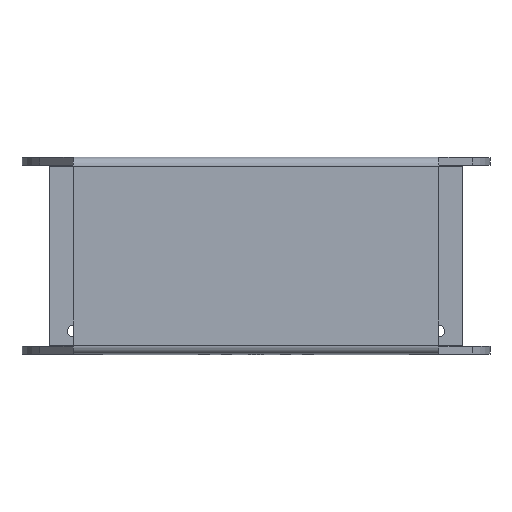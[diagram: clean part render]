
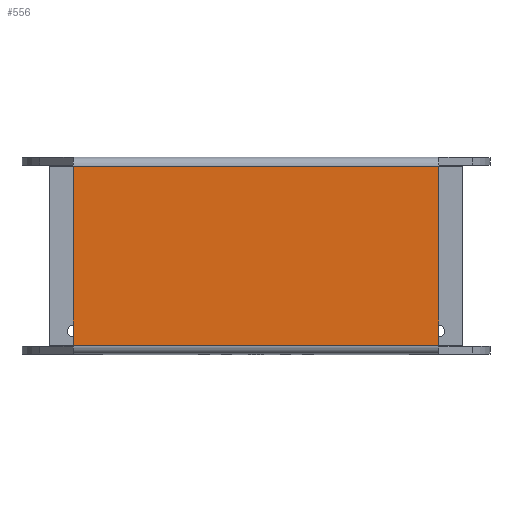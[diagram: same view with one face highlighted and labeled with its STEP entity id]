
A CAD part, top view. The second image highlights one B-rep face of the part: STEP entity #556.
In plain terms, the highlighted planar face has unit normal (0, 0, 1).
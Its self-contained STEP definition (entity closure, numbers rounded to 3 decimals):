
#21 = VERTEX_POINT ( 'NONE', #2633 ) ;
#135 = ORIENTED_EDGE ( 'NONE', *, *, #3199, .T. ) ;
#286 = AXIS2_PLACEMENT_3D ( 'NONE', #2921, #3537, #1988 ) ;
#287 = DIRECTION ( 'NONE',  ( 0., 1., 0. ) ) ;
#413 = CARTESIAN_POINT ( 'NONE',  ( -93., 45.5, 100. ) ) ;
#556 = ADVANCED_FACE ( 'NONE', ( #680 ), #3819, .F. ) ;
#680 = FACE_OUTER_BOUND ( 'NONE', #1074, .T. ) ;
#690 = ORIENTED_EDGE ( 'NONE', *, *, #1550, .T. ) ;
#775 = CARTESIAN_POINT ( 'NONE',  ( -93., -45.5, 100. ) ) ;
#1059 = LINE ( 'NONE', #1164, #3252 ) ;
#1074 = EDGE_LOOP ( 'NONE', ( #1576, #135, #690, #1711 ) ) ;
#1135 = VERTEX_POINT ( 'NONE', #413 ) ;
#1164 = CARTESIAN_POINT ( 'NONE',  ( 93., -50., 100. ) ) ;
#1273 = VECTOR ( 'NONE', #2072, 1000. ) ;
#1464 = DIRECTION ( 'NONE',  ( 0., 1., 0. ) ) ;
#1504 = CARTESIAN_POINT ( 'NONE',  ( 125., 45.5, 100. ) ) ;
#1550 = EDGE_CURVE ( 'NONE', #1959, #1135, #1603, .T. ) ;
#1576 = ORIENTED_EDGE ( 'NONE', *, *, #3527, .F. ) ;
#1603 = LINE ( 'NONE', #1504, #1273 ) ;
#1620 = CARTESIAN_POINT ( 'NONE',  ( 125., -45.5, 100. ) ) ;
#1711 = ORIENTED_EDGE ( 'NONE', *, *, #3317, .F. ) ;
#1959 = VERTEX_POINT ( 'NONE', #2602 ) ;
#1988 = DIRECTION ( 'NONE',  ( 0., 1., 0. ) ) ;
#1994 = VECTOR ( 'NONE', #287, 1000. ) ;
#2072 = DIRECTION ( 'NONE',  ( -1., 0., 0. ) ) ;
#2082 = LINE ( 'NONE', #1620, #3739 ) ;
#2602 = CARTESIAN_POINT ( 'NONE',  ( 93., 45.5, 100. ) ) ;
#2633 = CARTESIAN_POINT ( 'NONE',  ( 93., -45.5, 100. ) ) ;
#2801 = CARTESIAN_POINT ( 'NONE',  ( -93., -50., 100. ) ) ;
#2811 = LINE ( 'NONE', #2801, #1994 ) ;
#2921 = CARTESIAN_POINT ( 'NONE',  ( 125., 45.5, 100. ) ) ;
#3199 = EDGE_CURVE ( 'NONE', #21, #1959, #1059, .T. ) ;
#3252 = VECTOR ( 'NONE', #1464, 1000. ) ;
#3317 = EDGE_CURVE ( 'NONE', #3658, #1135, #2811, .T. ) ;
#3527 = EDGE_CURVE ( 'NONE', #21, #3658, #2082, .T. ) ;
#3537 = DIRECTION ( 'NONE',  ( 0., 0., -1. ) ) ;
#3658 = VERTEX_POINT ( 'NONE', #775 ) ;
#3739 = VECTOR ( 'NONE', #3790, 1000. ) ;
#3790 = DIRECTION ( 'NONE',  ( -1., 0., 0. ) ) ;
#3819 = PLANE ( 'NONE',  #286 ) ;
